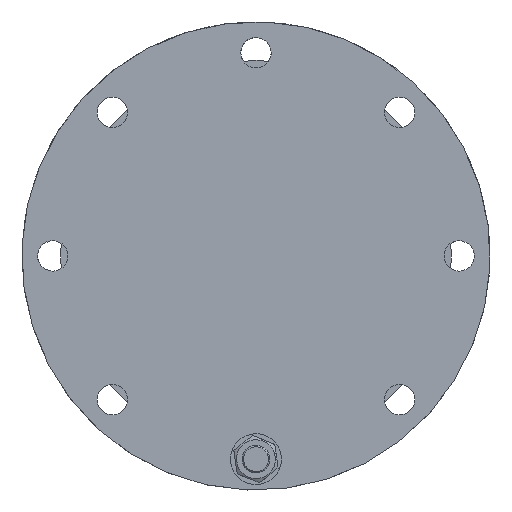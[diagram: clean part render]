
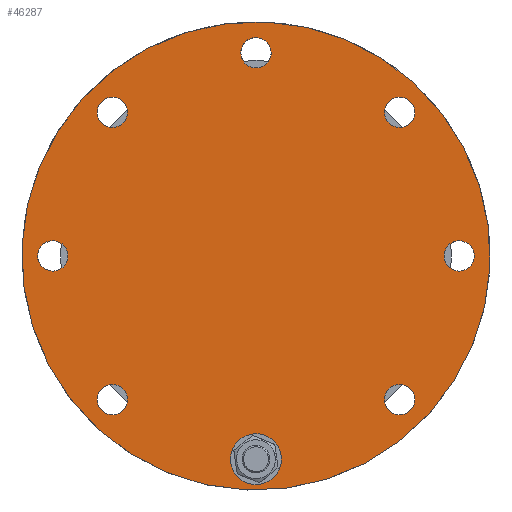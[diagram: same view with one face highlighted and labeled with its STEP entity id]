
A CAD part, left-side view. The second image highlights one B-rep face of the part: STEP entity #46287.
In plain terms, the highlighted planar face has unit normal (-1, 0, 0).
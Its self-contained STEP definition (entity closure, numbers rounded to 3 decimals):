
#11976=PLANE('',#48382);
#12314=FACE_BOUND('',#17616,.T.);
#12315=FACE_BOUND('',#17617,.T.);
#12316=FACE_BOUND('',#17618,.T.);
#12317=FACE_BOUND('',#17619,.T.);
#12318=FACE_BOUND('',#17620,.T.);
#12319=FACE_BOUND('',#17621,.T.);
#12320=FACE_BOUND('',#17622,.T.);
#12321=FACE_BOUND('',#17623,.T.);
#14839=FACE_OUTER_BOUND('',#17615,.T.);
#17615=EDGE_LOOP('',(#43751));
#17616=EDGE_LOOP('',(#43752));
#17617=EDGE_LOOP('',(#43753));
#17618=EDGE_LOOP('',(#43754));
#17619=EDGE_LOOP('',(#43755));
#17620=EDGE_LOOP('',(#43756));
#17621=EDGE_LOOP('',(#43757));
#17622=EDGE_LOOP('',(#43758));
#17623=EDGE_LOOP('',(#43759));
#18102=CIRCLE('',#48357,11.);
#18104=CIRCLE('',#48360,11.);
#18106=CIRCLE('',#48363,11.);
#18108=CIRCLE('',#48366,11.);
#18110=CIRCLE('',#48369,11.);
#18112=CIRCLE('',#48372,11.);
#18114=CIRCLE('',#48375,11.);
#18116=CIRCLE('',#48378,11.);
#18119=CIRCLE('',#48383,170.);
#24547=VERTEX_POINT('',#96317);
#24549=VERTEX_POINT('',#96322);
#24551=VERTEX_POINT('',#96327);
#24553=VERTEX_POINT('',#96332);
#24555=VERTEX_POINT('',#96337);
#24557=VERTEX_POINT('',#96342);
#24559=VERTEX_POINT('',#96347);
#24561=VERTEX_POINT('',#96352);
#24564=VERTEX_POINT('',#96360);
#30946=EDGE_CURVE('',#24547,#24547,#18102,.T.);
#30948=EDGE_CURVE('',#24549,#24549,#18104,.T.);
#30950=EDGE_CURVE('',#24551,#24551,#18106,.T.);
#30952=EDGE_CURVE('',#24553,#24553,#18108,.T.);
#30954=EDGE_CURVE('',#24555,#24555,#18110,.T.);
#30956=EDGE_CURVE('',#24557,#24557,#18112,.T.);
#30958=EDGE_CURVE('',#24559,#24559,#18114,.T.);
#30960=EDGE_CURVE('',#24561,#24561,#18116,.T.);
#30963=EDGE_CURVE('',#24564,#24564,#18119,.T.);
#43751=ORIENTED_EDGE('',*,*,#30963,.F.);
#43752=ORIENTED_EDGE('',*,*,#30946,.T.);
#43753=ORIENTED_EDGE('',*,*,#30948,.T.);
#43754=ORIENTED_EDGE('',*,*,#30950,.T.);
#43755=ORIENTED_EDGE('',*,*,#30952,.T.);
#43756=ORIENTED_EDGE('',*,*,#30954,.T.);
#43757=ORIENTED_EDGE('',*,*,#30956,.T.);
#43758=ORIENTED_EDGE('',*,*,#30958,.T.);
#43759=ORIENTED_EDGE('',*,*,#30960,.T.);
#46287=ADVANCED_FACE('',(#14839,#12314,#12315,#12316,#12317,#12318,#12319,
#12320,#12321),#11976,.T.);
#48357=AXIS2_PLACEMENT_3D('',#96318,#55801,#55802);
#48360=AXIS2_PLACEMENT_3D('',#96323,#55807,#55808);
#48363=AXIS2_PLACEMENT_3D('',#96328,#55813,#55814);
#48366=AXIS2_PLACEMENT_3D('',#96333,#55819,#55820);
#48369=AXIS2_PLACEMENT_3D('',#96338,#55825,#55826);
#48372=AXIS2_PLACEMENT_3D('',#96343,#55831,#55832);
#48375=AXIS2_PLACEMENT_3D('',#96348,#55837,#55838);
#48378=AXIS2_PLACEMENT_3D('',#96353,#55843,#55844);
#48382=AXIS2_PLACEMENT_3D('',#96359,#55851,#55852);
#48383=AXIS2_PLACEMENT_3D('',#96361,#55853,#55854);
#55801=DIRECTION('center_axis',(1.,0.,0.));
#55802=DIRECTION('ref_axis',(0.,0.707,0.707));
#55807=DIRECTION('center_axis',(1.,0.,0.));
#55808=DIRECTION('ref_axis',(0.,1.,0.));
#55813=DIRECTION('center_axis',(1.,0.,0.));
#55814=DIRECTION('ref_axis',(0.,0.707,-0.707));
#55819=DIRECTION('center_axis',(1.,0.,0.));
#55820=DIRECTION('ref_axis',(0.,0.,-1.));
#55825=DIRECTION('center_axis',(1.,0.,0.));
#55826=DIRECTION('ref_axis',(0.,-0.707,-0.707));
#55831=DIRECTION('center_axis',(1.,0.,0.));
#55832=DIRECTION('ref_axis',(0.,-1.,0.));
#55837=DIRECTION('center_axis',(1.,0.,0.));
#55838=DIRECTION('ref_axis',(0.,-0.707,0.707));
#55843=DIRECTION('center_axis',(1.,0.,0.));
#55844=DIRECTION('ref_axis',(0.,0.,1.));
#55851=DIRECTION('center_axis',(-1.,0.,0.));
#55852=DIRECTION('ref_axis',(0.,0.,1.));
#55853=DIRECTION('center_axis',(1.,0.,0.));
#55854=DIRECTION('ref_axis',(0.,1.,0.));
#96317=CARTESIAN_POINT('',(0.,128.494,-64.224));
#96318=CARTESIAN_POINT('Origin',(0.,136.272,
-56.446));
#96322=CARTESIAN_POINT('',(0.,45.446,-136.272));
#96323=CARTESIAN_POINT('Origin',(0.,56.446,
-136.272));
#96327=CARTESIAN_POINT('',(0.,-64.224,-128.494));
#96328=CARTESIAN_POINT('Origin',(0.,-56.446,
-136.272));
#96332=CARTESIAN_POINT('',(0.,-136.272,-45.446));
#96333=CARTESIAN_POINT('Origin',(0.,-136.272,
-56.446));
#96337=CARTESIAN_POINT('',(0.,-128.494,64.224));
#96338=CARTESIAN_POINT('Origin',(0.,-136.272,
56.446));
#96342=CARTESIAN_POINT('',(0.,-45.446,136.272));
#96343=CARTESIAN_POINT('Origin',(0.,-56.446,
136.272));
#96347=CARTESIAN_POINT('',(0.,64.224,128.494));
#96348=CARTESIAN_POINT('Origin',(0.,56.446,
136.272));
#96352=CARTESIAN_POINT('',(0.,136.272,45.446));
#96353=CARTESIAN_POINT('Origin',(0.,136.272,
56.446));
#96359=CARTESIAN_POINT('Origin',(0.,85.,0.));
#96360=CARTESIAN_POINT('',(0.,170.,0.));
#96361=CARTESIAN_POINT('Origin',(0.,0.,0.));
